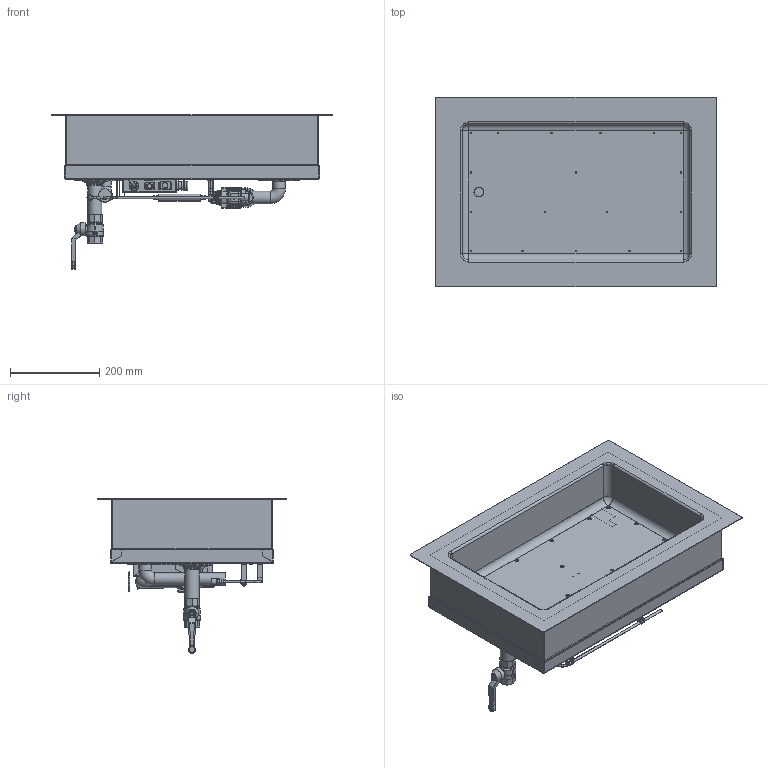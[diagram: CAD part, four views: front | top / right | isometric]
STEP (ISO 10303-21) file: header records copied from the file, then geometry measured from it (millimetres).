
FILE_DESCRIPTION(/* description */ ('This is a sample STEP configuration'),/* implementation_level */ '2;1');
FILE_NAME(/* name */ '14200000_A.stp',/* time_stamp */ '2021-05-27T14:44:16+02:00',/* author */ ('powerJobs'),/* organization */ ('coolOrange'),/* preprocessor_version */ 'ST-DEVELOPER v18.1',/* originating_system */ 'Autodesk Inventor 2021',/* authorisation */ '');
FILE_SCHEMA (('AUTOMOTIVE_DESIGN { 1 0 10303 214 3 1 1 }'));
Products named in the file (1): ENG-00003426
Bounding box: 630 x 425 x 346.47 mm (x, y, z)
Volume: 12430448.4 mm3; surface area: 1935798.9 mm2
Topology: 2 solids, 88 shells, 4002 faces, 10970 edges, 7159 vertices
Faces by surface type: plane 2334, cylinder 979, bspline 275, cone 226, torus 160, sphere 28
Full cylindrical faces by diameter (mm): 2.3 x16, 2.459 x2, 2.5 x7, 3 x18, 3.242 x4, 4 x16, 4.134 x10, 4.2 x4, 5 x29, 5.2 x1, 5.5 x4, 6 x11, 6.2 x2, 6.5 x7, 7 x14, 8 x4, 8.2 x2, 9.35 x2, 9.5 x10, 10 x1, 10.5 x1, 11 x3, 12 x2, 12.2 x1, 12.5 x1, 13 x1, 14 x1, 14.16 x3, 15 x1, 16 x3
Entity records: 150137 total; most frequent: CARTESIAN_POINT 44274, ORIENTED_EDGE 21872, DIRECTION 20470, EDGE_CURVE 10936, VERTEX_POINT 7159, AXIS2_PLACEMENT_3D 6884, LINE 6702, VECTOR 6702
